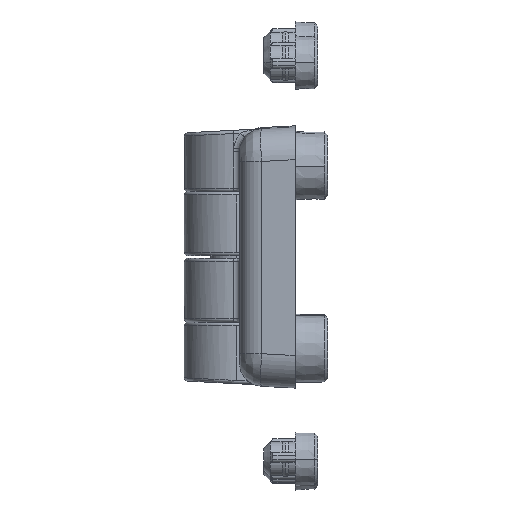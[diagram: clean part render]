
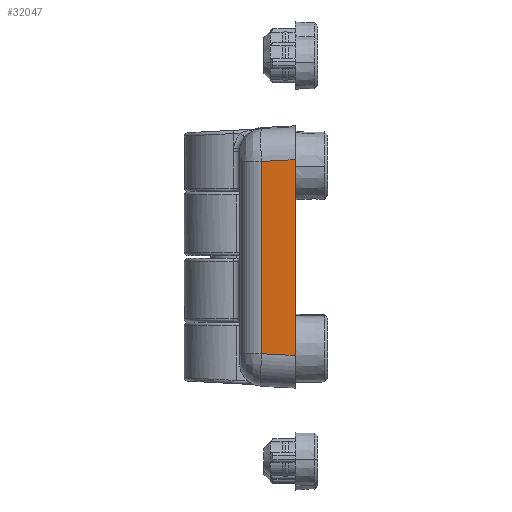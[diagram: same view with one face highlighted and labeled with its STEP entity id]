
A CAD part, left-side view. The second image highlights one B-rep face of the part: STEP entity #32047.
In plain terms, the highlighted planar face has unit normal (-0.999, 0.052, 0).
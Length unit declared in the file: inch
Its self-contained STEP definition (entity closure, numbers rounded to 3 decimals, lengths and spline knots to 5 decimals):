
#797 = EDGE_LOOP ( 'NONE', ( #31511, #17541, #30322, #25623 ) ) ;
#1234 = VECTOR ( 'NONE', #16190, 39.37008 ) ;
#1676 = EDGE_CURVE ( 'NONE', #34332, #25673, #23068, .T. ) ;
#1916 = CARTESIAN_POINT ( 'NONE',  ( -2.20285, -0.0189, -0.78747 ) ) ;
#3030 = CARTESIAN_POINT ( 'NONE',  ( -2.20285, -0.0189, 0.58006 ) ) ;
#4673 = CARTESIAN_POINT ( 'NONE',  ( -2.21354, -0.22296, -0.78747 ) ) ;
#7501 = EDGE_CURVE ( 'NONE', #34332, #18002, #20453, .T. ) ;
#7506 = CARTESIAN_POINT ( 'NONE',  ( -2.21354, -0.22296, -0.78747 ) ) ;
#10376 = DIRECTION ( 'NONE',  ( -0.052, -0.999, 0. ) ) ;
#10774 = FACE_OUTER_BOUND ( 'NONE', #797, .T. ) ;
#12225 = VECTOR ( 'NONE', #21853, 39.37008 ) ;
#13381 = VERTEX_POINT ( 'NONE', #3030 ) ;
#13420 = CARTESIAN_POINT ( 'NONE',  ( -2.21059, -0.16663, -0.58794 ) ) ;
#16190 = DIRECTION ( 'NONE',  ( 0.052, 0.997, 0.052 ) ) ;
#17541 = ORIENTED_EDGE ( 'NONE', *, *, #7501, .T. ) ;
#18002 = VERTEX_POINT ( 'NONE', #25098 ) ;
#18742 = PLANE ( 'NONE',  #32953 ) ;
#20218 = VECTOR ( 'NONE', #32669, 39.37008 ) ;
#20318 = EDGE_CURVE ( 'NONE', #25673, #13381, #34052, .T. ) ;
#20453 = LINE ( 'NONE', #4673, #34703 ) ;
#21749 = CARTESIAN_POINT ( 'NONE',  ( -2.20285, -0.0189, -0.58019 ) ) ;
#21853 = DIRECTION ( 'NONE',  ( 0., 0., 1. ) ) ;
#23068 = LINE ( 'NONE', #13420, #1234 ) ;
#25098 = CARTESIAN_POINT ( 'NONE',  ( -2.21354, -0.22296, 0.59075 ) ) ;
#25623 = ORIENTED_EDGE ( 'NONE', *, *, #20318, .F. ) ;
#25673 = VERTEX_POINT ( 'NONE', #21749 ) ;
#26944 = LINE ( 'NONE', #29875, #20218 ) ;
#27248 = EDGE_CURVE ( 'NONE', #18002, #13381, #26944, .T. ) ;
#27503 = DIRECTION ( 'NONE',  ( 0., 0., 1. ) ) ;
#27512 = DIRECTION ( 'NONE',  ( -0.999, 0.052, 0. ) ) ;
#29875 = CARTESIAN_POINT ( 'NONE',  ( -2.21354, -0.22296, 0.59075 ) ) ;
#30322 = ORIENTED_EDGE ( 'NONE', *, *, #27248, .T. ) ;
#31511 = ORIENTED_EDGE ( 'NONE', *, *, #1676, .F. ) ;
#32047 = ADVANCED_FACE ( 'NONE', ( #10774 ), #18742, .T. ) ;
#32669 = DIRECTION ( 'NONE',  ( 0.052, 0.997, -0.052 ) ) ;
#32953 = AXIS2_PLACEMENT_3D ( 'NONE', #7506, #27512, #10376 ) ;
#34052 = LINE ( 'NONE', #1916, #12225 ) ;
#34332 = VERTEX_POINT ( 'NONE', #36486 ) ;
#34703 = VECTOR ( 'NONE', #27503, 39.37008 ) ;
#36486 = CARTESIAN_POINT ( 'NONE',  ( -2.21354, -0.22296, -0.59089 ) ) ;
